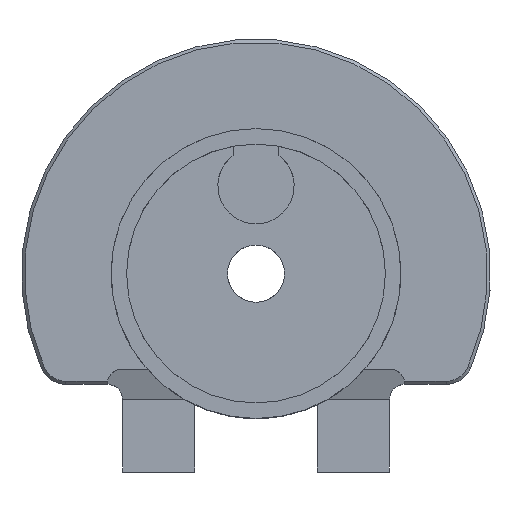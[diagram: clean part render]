
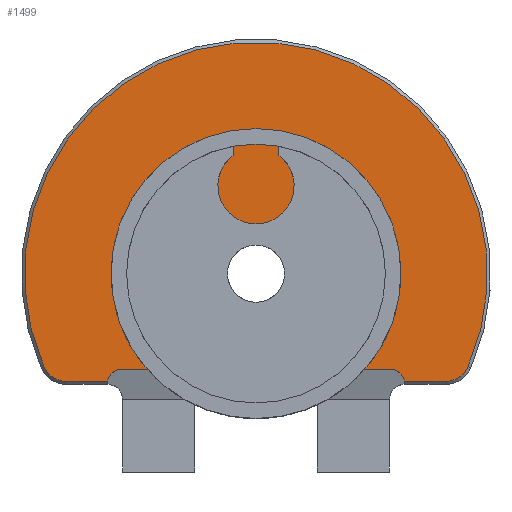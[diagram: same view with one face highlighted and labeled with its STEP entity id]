
A CAD part, top view. The second image highlights one B-rep face of the part: STEP entity #1499.
In plain terms, the highlighted planar face has unit normal (0, 0, 1).
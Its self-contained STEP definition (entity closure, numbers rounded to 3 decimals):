
#44=FACE_BOUND('',#316,.T.);
#68=CIRCLE('',#1686,0.4);
#70=CIRCLE('',#1689,2.);
#72=CIRCLE('',#1692,0.4);
#77=CIRCLE('',#1701,1.6);
#79=CIRCLE('',#1703,1.6);
#92=CIRCLE('',#1723,0.95);
#93=CIRCLE('',#1725,0.62);
#94=CIRCLE('',#1726,6.07);
#95=CIRCLE('',#1727,0.62);
#96=CIRCLE('',#1728,0.4);
#97=CIRCLE('',#1729,0.4);
#171=PLANE('',#1724);
#230=FACE_OUTER_BOUND('',#315,.T.);
#315=EDGE_LOOP('',(#1164,#1165,#1166,#1167,#1168,#1169,#1170,#1171));
#316=EDGE_LOOP('',(#1172,#1173,#1174,#1175,#1176,#1177,#1178,#1179));
#395=LINE('',#2413,#514);
#415=LINE('',#2512,#534);
#416=LINE('',#2516,#535);
#426=LINE('',#2564,#545);
#427=LINE('',#2572,#546);
#514=VECTOR('',#1891,10.);
#534=VECTOR('',#2005,10.);
#535=VECTOR('',#2008,10.);
#545=VECTOR('',#2062,10.);
#546=VECTOR('',#2069,10.);
#648=VERTEX_POINT('',#2410);
#649=VERTEX_POINT('',#2412);
#672=VERTEX_POINT('',#2480);
#673=VERTEX_POINT('',#2482);
#674=VERTEX_POINT('',#2486);
#677=VERTEX_POINT('',#2493);
#680=VERTEX_POINT('',#2509);
#681=VERTEX_POINT('',#2511);
#682=VERTEX_POINT('',#2513);
#683=VERTEX_POINT('',#2515);
#698=VERTEX_POINT('',#2562);
#699=VERTEX_POINT('',#2563);
#700=VERTEX_POINT('',#2565);
#701=VERTEX_POINT('',#2567);
#702=VERTEX_POINT('',#2569);
#703=VERTEX_POINT('',#2571);
#798=EDGE_CURVE('',#649,#648,#395,.T.);
#834=EDGE_CURVE('',#673,#672,#68,.T.);
#837=EDGE_CURVE('',#672,#674,#70,.T.);
#840=EDGE_CURVE('',#674,#677,#72,.T.);
#847=EDGE_CURVE('',#680,#677,#77,.T.);
#848=EDGE_CURVE('',#681,#680,#415,.T.);
#850=EDGE_CURVE('',#683,#682,#416,.T.);
#851=EDGE_CURVE('',#673,#683,#79,.T.);
#873=EDGE_CURVE('',#681,#682,#92,.T.);
#874=EDGE_CURVE('',#698,#699,#426,.T.);
#875=EDGE_CURVE('',#700,#698,#93,.T.);
#876=EDGE_CURVE('',#701,#700,#94,.T.);
#877=EDGE_CURVE('',#702,#701,#95,.T.);
#878=EDGE_CURVE('',#703,#702,#427,.T.);
#879=EDGE_CURVE('',#703,#649,#96,.T.);
#880=EDGE_CURVE('',#648,#699,#97,.T.);
#1164=ORIENTED_EDGE('',*,*,#874,.F.);
#1165=ORIENTED_EDGE('',*,*,#875,.F.);
#1166=ORIENTED_EDGE('',*,*,#876,.F.);
#1167=ORIENTED_EDGE('',*,*,#877,.F.);
#1168=ORIENTED_EDGE('',*,*,#878,.F.);
#1169=ORIENTED_EDGE('',*,*,#879,.T.);
#1170=ORIENTED_EDGE('',*,*,#798,.T.);
#1171=ORIENTED_EDGE('',*,*,#880,.T.);
#1172=ORIENTED_EDGE('',*,*,#834,.F.);
#1173=ORIENTED_EDGE('',*,*,#851,.T.);
#1174=ORIENTED_EDGE('',*,*,#850,.T.);
#1175=ORIENTED_EDGE('',*,*,#873,.F.);
#1176=ORIENTED_EDGE('',*,*,#848,.T.);
#1177=ORIENTED_EDGE('',*,*,#847,.T.);
#1178=ORIENTED_EDGE('',*,*,#840,.F.);
#1179=ORIENTED_EDGE('',*,*,#837,.F.);
#1499=ADVANCED_FACE('',(#230,#44),#171,.T.);
#1686=AXIS2_PLACEMENT_3D('',#2484,#1969,#1970);
#1689=AXIS2_PLACEMENT_3D('',#2490,#1976,#1977);
#1692=AXIS2_PLACEMENT_3D('',#2496,#1983,#1984);
#1701=AXIS2_PLACEMENT_3D('',#2510,#2003,#2004);
#1703=AXIS2_PLACEMENT_3D('',#2517,#2009,#2010);
#1723=AXIS2_PLACEMENT_3D('',#2560,#2058,#2059);
#1724=AXIS2_PLACEMENT_3D('',#2561,#2060,#2061);
#1725=AXIS2_PLACEMENT_3D('',#2566,#2063,#2064);
#1726=AXIS2_PLACEMENT_3D('',#2568,#2065,#2066);
#1727=AXIS2_PLACEMENT_3D('',#2570,#2067,#2068);
#1728=AXIS2_PLACEMENT_3D('',#2573,#2070,#2071);
#1729=AXIS2_PLACEMENT_3D('',#2574,#2072,#2073);
#1891=DIRECTION('',(1.,0.,0.));
#1969=DIRECTION('center_axis',(0.,0.,1.));
#1970=DIRECTION('ref_axis',(-1.,0.,0.));
#1976=DIRECTION('center_axis',(0.,0.,1.));
#1977=DIRECTION('ref_axis',(1.,0.,0.));
#1983=DIRECTION('center_axis',(0.,0.,1.));
#1984=DIRECTION('ref_axis',(1.,0.,0.));
#2003=DIRECTION('center_axis',(0.,0.,-1.));
#2004=DIRECTION('ref_axis',(-0.375,0.927,0.));
#2005=DIRECTION('',(0.,1.,0.));
#2008=DIRECTION('',(0.,-1.,0.));
#2009=DIRECTION('center_axis',(0.,0.,-1.));
#2010=DIRECTION('ref_axis',(-0.375,0.927,0.));
#2058=DIRECTION('center_axis',(0.,0.,1.));
#2059=DIRECTION('ref_axis',(-1.,0.,0.));
#2060=DIRECTION('center_axis',(0.,0.,1.));
#2061=DIRECTION('ref_axis',(1.,0.,0.));
#2062=DIRECTION('',(-1.,0.,0.));
#2063=DIRECTION('center_axis',(0.,0.,-1.));
#2064=DIRECTION('ref_axis',(0.546,-0.838,0.));
#2065=DIRECTION('center_axis',(0.,0.,-1.));
#2066=DIRECTION('ref_axis',(-0.882,0.472,0.));
#2067=DIRECTION('center_axis',(0.,0.,-1.));
#2068=DIRECTION('ref_axis',(-0.546,-0.838,0.));
#2069=DIRECTION('',(-1.,0.,0.));
#2070=DIRECTION('center_axis',(0.,0.,-1.));
#2071=DIRECTION('ref_axis',(0.,1.,0.));
#2072=DIRECTION('center_axis',(0.,0.,-1.));
#2073=DIRECTION('ref_axis',(0.,1.,0.));
#2410=CARTESIAN_POINT('',(3.5,-2.5,0.28));
#2412=CARTESIAN_POINT('',(-3.5,-2.5,0.28));
#2413=CARTESIAN_POINT('',(0.,-2.5,0.28));
#2480=CARTESIAN_POINT('',(-2.,0.,0.28));
#2482=CARTESIAN_POINT('',(-1.55,0.397,0.28));
#2484=CARTESIAN_POINT('Origin',(-1.6,0.,0.28));
#2486=CARTESIAN_POINT('',(2.,0.,0.28));
#2490=CARTESIAN_POINT('Origin',(0.,0.,0.28));
#2493=CARTESIAN_POINT('',(1.55,0.397,0.28));
#2496=CARTESIAN_POINT('Origin',(1.6,0.,0.28));
#2509=CARTESIAN_POINT('',(0.6,1.483,0.28));
#2510=CARTESIAN_POINT('Origin',(0.,0.,0.28));
#2511=CARTESIAN_POINT('',(0.6,0.737,0.28));
#2512=CARTESIAN_POINT('',(0.6,1.053,0.28));
#2513=CARTESIAN_POINT('',(-0.6,0.737,0.28));
#2515=CARTESIAN_POINT('',(-0.6,1.483,0.28));
#2516=CARTESIAN_POINT('',(-0.6,0.536,0.28));
#2517=CARTESIAN_POINT('Origin',(0.,0.,0.28));
#2560=CARTESIAN_POINT('Origin',(0.,0.,0.28));
#2561=CARTESIAN_POINT('Origin',(0.,0.622,
0.28));
#2562=CARTESIAN_POINT('',(4.986,-2.82,0.28));
#2563=CARTESIAN_POINT('',(3.892,-2.82,0.28));
#2564=CARTESIAN_POINT('',(1.75,-2.82,0.28));
#2565=CARTESIAN_POINT('',(5.553,-2.45,0.28));
#2566=CARTESIAN_POINT('Origin',(4.986,-2.2,0.28));
#2567=CARTESIAN_POINT('',(-5.553,-2.45,0.28));
#2568=CARTESIAN_POINT('Origin',(0.,0.,0.28));
#2569=CARTESIAN_POINT('',(-4.986,-2.82,0.28));
#2570=CARTESIAN_POINT('Origin',(-4.986,-2.2,0.28));
#2571=CARTESIAN_POINT('',(-3.892,-2.82,0.28));
#2572=CARTESIAN_POINT('',(-2.712,-2.82,0.28));
#2573=CARTESIAN_POINT('Origin',(-3.5,-2.9,0.28));
#2574=CARTESIAN_POINT('Origin',(3.5,-2.9,0.28));
